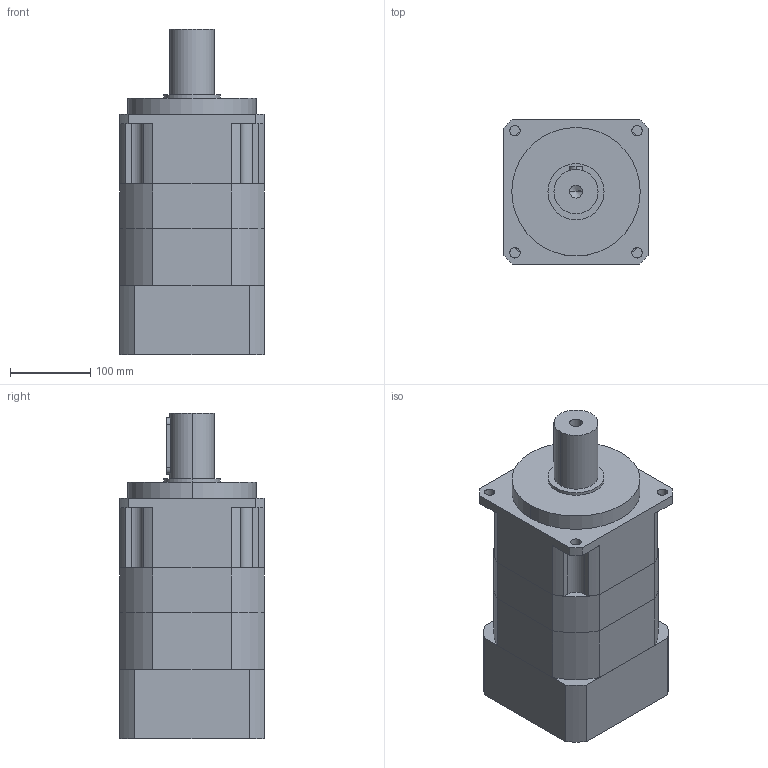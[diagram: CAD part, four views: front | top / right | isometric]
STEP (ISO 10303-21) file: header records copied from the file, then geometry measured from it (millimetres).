
FILE_DESCRIPTION (( 'STEP AP214' ), '1' );
FILE_NAME ('GPB180-L2-(42K12-114.3-200-M12).STEP', '2024-04-13T01:04:16', ( '' ), ( '' ), 'SwSTEP 2.0', 'SolidWorks 2019', '' );
FILE_SCHEMA (( 'AUTOMOTIVE_DESIGN' ));
Length unit declared in the file: millimetre
Products named in the file (1): GPB180-L2-(42K12-114.3-200-M12)
Bounding box: 180 x 180 x 406 mm (x, y, z)
Volume: 8544586 mm3; surface area: 542146 mm2
Topology: 5 solids, 5 shells, 162 faces, 407 edges, 269 vertices
Faces by surface type: cylinder 87, plane 71, cone 2, torus 2
Entity records: 5311 total; most frequent: CARTESIAN_POINT 1148, DIRECTION 911, ORIENTED_EDGE 810, EDGE_CURVE 405, AXIS2_PLACEMENT_3D 346, VERTEX_POINT 269, VECTOR 219, LINE 219
